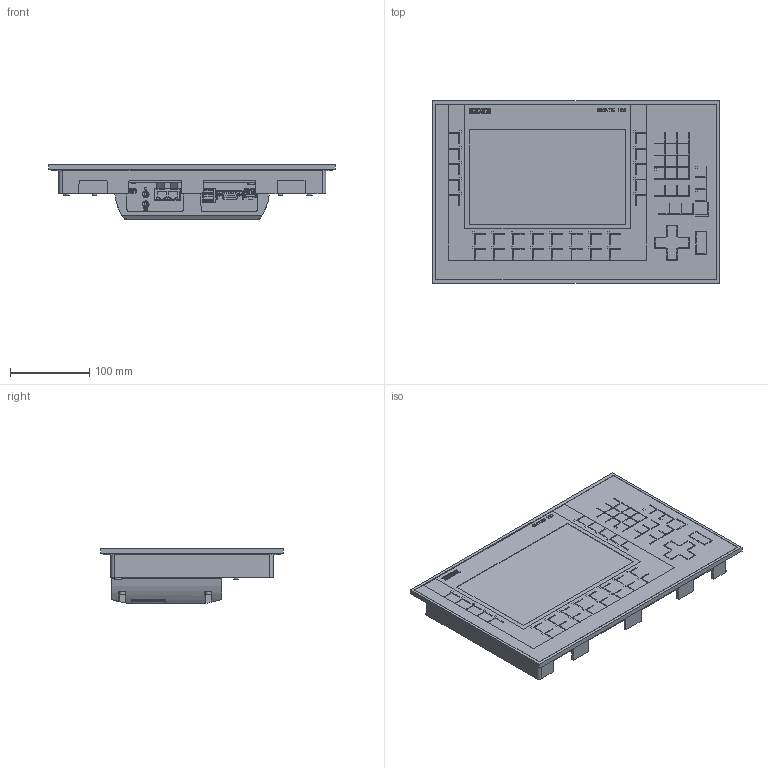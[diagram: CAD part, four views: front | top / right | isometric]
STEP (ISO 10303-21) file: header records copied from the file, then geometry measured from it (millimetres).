
FILE_DESCRIPTION(/* description */ (''),/* implementation_level */ '2;1');
FILE_NAME(/* name */ '6av21241jc010ax0_001_3d.stp',/* time_stamp */ '2011-03-01T18:10:42+01:00',/* author */ ('I. Payrits'),/* organization */ ('Siemens AG'),/* preprocessor_version */ 'ST-DEVELOPER v11',/* originating_system */ 'SIEMENS UGS NX 6.0',/* authorisation */ '');
FILE_SCHEMA (('AUTOMOTIVE_DESIGN { 1 0 10303 214 1 1 1 1 }'));
Products named in the file (5): A5E30321192A_001; A5E30293258A_001; A5E30291694A_001; A5E30291692A_001; A5E30291691A_001
Assembly tree (4 placements, depth 2):
  A5E30291691A_001
    A5E30291692A_001
    A5E30291694A_001
    A5E30293258A_001
    A5E30321192A_001
Bounding box: 361.2 x 230 x 69.1 mm (x, y, z)
Volume: 2895033.3 mm3; surface area: 406376.9 mm2
Topology: 347 solids, 347 shells, 3597 faces, 8559 edges, 5706 vertices
Faces by surface type: plane 2999, cylinder 328, extrusion 270
Full cylindrical faces by diameter (mm): 0.9 x9, 2.4 x2, 3 x2, 3.8 x2, 5.5 x10, 7 x4, 8 x1, 8.5 x2
Entity records: 116691 total; most frequent: CARTESIAN_POINT 31188, ORIENTED_EDGE 16986, DIRECTION 15497, EDGE_CURVE 8493, VECTOR 7489, LINE 7219, VERTEX_POINT 5706, AXIS2_PLACEMENT_3D 4004
